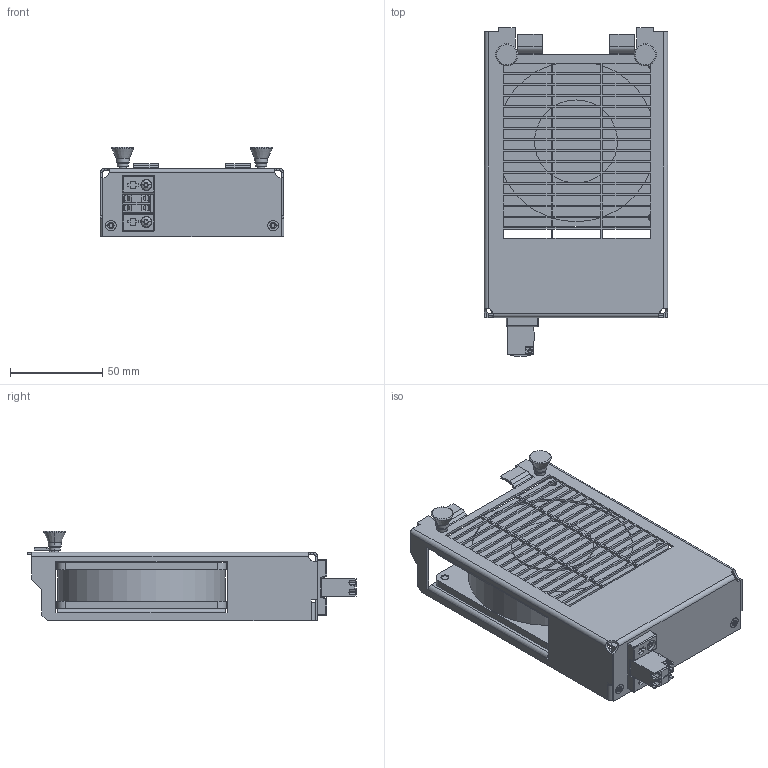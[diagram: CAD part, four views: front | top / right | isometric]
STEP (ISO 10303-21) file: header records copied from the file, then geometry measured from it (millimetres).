
FILE_DESCRIPTION((''),'2;1');
FILE_NAME('672959-01-K01_ASM','2009-12-18T',('ch5084'),(''),'PRO/ENGINEER BY PARAMETRIC TECHNOLOGY CORPORATION, 2008230','PRO/ENGINEER BY PARAMETRIC TECHNOLOGY CORPORATION, 2008230','');
FILE_SCHEMA(('CONFIG_CONTROL_DESIGN'));
Length unit declared in the file: millimetre
Products named in the file (11): 663258-01-K01; 551355-01-K01_AF6; 551355-01-K01_AF7; 672909-01-K01_ASM; 660938-02-K01; 672145-01-K01; 259667-05-K01; 286607-10-A01; 286607-11-A01; 673404-02-K01; 672959-01-K01_ASM
Assembly tree (15 placements, depth 3):
  672959-01-K01_ASM
    672909-01-K01_ASM
      663258-01-K01
      551355-01-K01_AF6
      551355-01-K01_AF7
    660938-02-K01
    672145-01-K01
    259667-05-K01
    286607-10-A01  x4
    286607-11-A01  x2
    673404-02-K01  x2
Bounding box: 99.5 x 178.2 x 48.4 mm (x, y, z)
Volume: 161851.7 mm3; surface area: 84990.8 mm2
Topology: 14 solids, 14 shells, 1102 faces, 2851 edges, 1822 vertices
Faces by surface type: plane 728, cylinder 302, cone 40, sphere 16, torus 12, bspline 4
Entity records: 39133 total; most frequent: CARTESIAN_POINT 5869, ORIENTED_EDGE 5306, DIRECTION 5208, EDGE_CURVE 2653, VECTOR 2056, LINE 2056, PRESENTATION_STYLE_ASSIGNMENT 1745, VERTEX_POINT 1700
